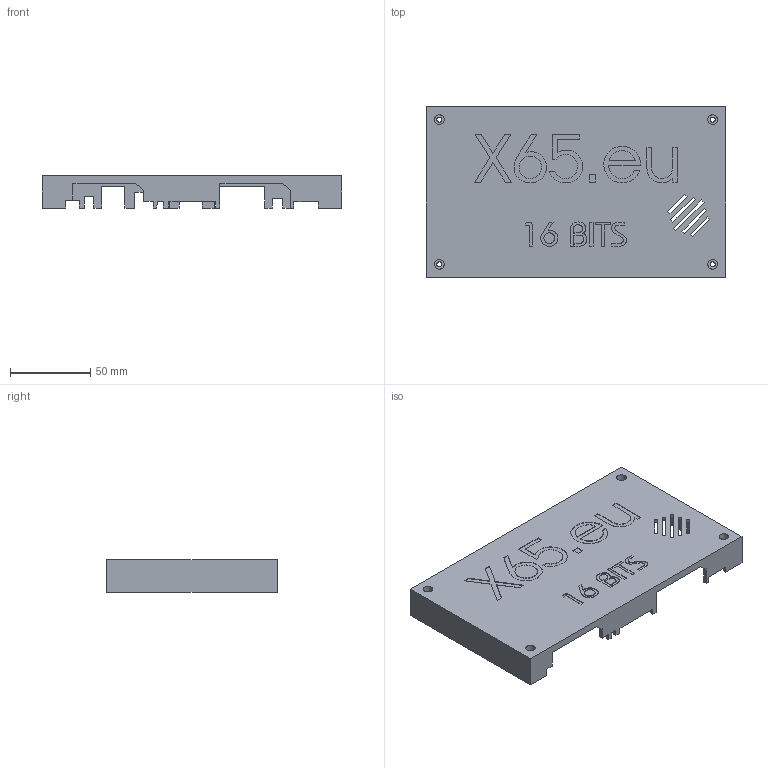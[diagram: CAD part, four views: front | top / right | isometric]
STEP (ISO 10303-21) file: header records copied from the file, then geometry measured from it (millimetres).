
FILE_DESCRIPTION(/* description */ ('Unknown'),/* implementation_level */ '2;1');
FILE_NAME(/* name */ 'top',/* time_stamp */ '2024-10-25T23:17:55+02:00',/* author */ ('Unknown'),/* organization */ ('Unknown'),/* preprocessor_version */ 'ST-DEVELOPER v19.4',/* originating_system */ 'Solid Edge',/* authorisation */ 'Unknown');
FILE_SCHEMA (('AUTOMOTIVE_DESIGN {1 0 10303 214 3 1 1}'));
Length unit declared in the file: millimetre
Products named in the file (1): top
Bounding box: 186 x 106 x 20 mm (x, y, z)
Volume: 56003.9 mm3; surface area: 58957.3 mm2
Topology: 1 solids, 1 shells, 199 faces, 526 edges, 352 vertices
Faces by surface type: plane 166, bspline 21, cylinder 12
Full cylindrical faces by diameter (mm): 3.2 x4, 6 x4, 8 x4
Entity records: 7588 total; most frequent: CARTESIAN_POINT 2775, ORIENTED_EDGE 1016, DIRECTION 848, EDGE_CURVE 508, LINE 442, VECTOR 442, VERTEX_POINT 348, EDGE_LOOP 254
